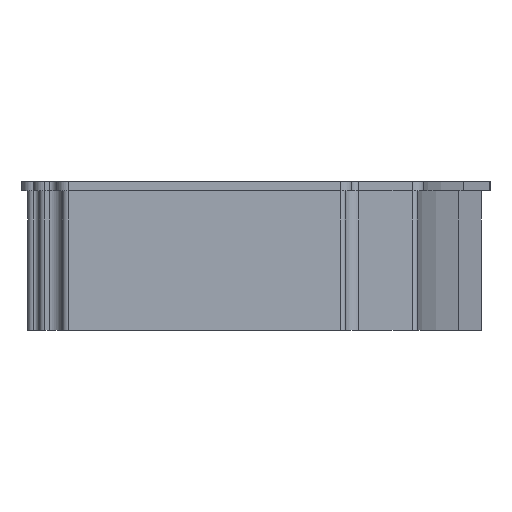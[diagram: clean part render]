
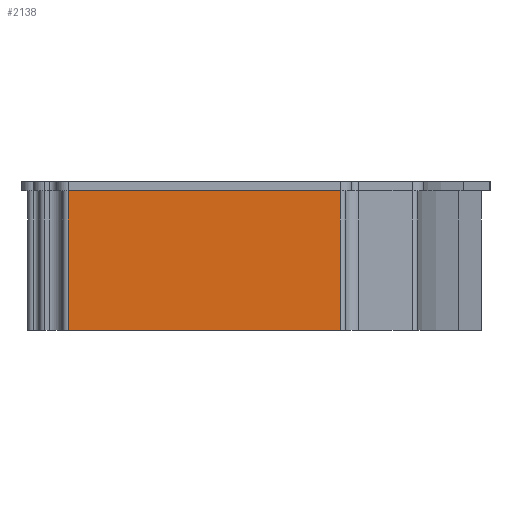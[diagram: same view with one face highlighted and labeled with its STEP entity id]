
A CAD part, left-side view. The second image highlights one B-rep face of the part: STEP entity #2138.
In plain terms, the highlighted planar face has unit normal (-1, 0, 0).
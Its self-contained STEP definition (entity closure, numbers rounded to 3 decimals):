
#272 = FACE_OUTER_BOUND ( 'NONE', #1933, .T. ) ;
#292 = DIRECTION ( 'NONE',  ( 0., -1., 0. ) ) ;
#473 = VERTEX_POINT ( 'NONE', #4589 ) ;
#765 = VECTOR ( 'NONE', #4661, 1000. ) ;
#1009 = CARTESIAN_POINT ( 'NONE',  ( -14.45, -46.25, 172.779 ) ) ;
#1194 = PLANE ( 'NONE',  #5636 ) ;
#1266 = VERTEX_POINT ( 'NONE', #3623 ) ;
#1834 = VECTOR ( 'NONE', #4927, 1000. ) ;
#1933 = EDGE_LOOP ( 'NONE', ( #2162, #2818, #4233, #5781 ) ) ;
#2138 = ADVANCED_FACE ( 'NONE', ( #272 ), #1194, .F. ) ;
#2162 = ORIENTED_EDGE ( 'NONE', *, *, #4859, .T. ) ;
#2241 = VECTOR ( 'NONE', #3795, 1000. ) ;
#2344 = CARTESIAN_POINT ( 'NONE',  ( -14.45, 0., -2. ) ) ;
#2640 = DIRECTION ( 'NONE',  ( 0., 1., 0. ) ) ;
#2661 = LINE ( 'NONE', #3150, #4988 ) ;
#2734 = EDGE_CURVE ( 'NONE', #4636, #1266, #3167, .T. ) ;
#2818 = ORIENTED_EDGE ( 'NONE', *, *, #4096, .T. ) ;
#3150 = CARTESIAN_POINT ( 'NONE',  ( -14.45, 0., -32. ) ) ;
#3167 = LINE ( 'NONE', #1009, #2241 ) ;
#3460 = CARTESIAN_POINT ( 'NONE',  ( -14.45, -46.25, -2. ) ) ;
#3498 = CARTESIAN_POINT ( 'NONE',  ( -14.45, 12.25, 172.779 ) ) ;
#3514 = CARTESIAN_POINT ( 'NONE',  ( -14.45, 12.25, -32. ) ) ;
#3623 = CARTESIAN_POINT ( 'NONE',  ( -14.45, -46.25, -32. ) ) ;
#3795 = DIRECTION ( 'NONE',  ( 0., 0., -1. ) ) ;
#4028 = DIRECTION ( 'NONE',  ( 1., 0., 0. ) ) ;
#4096 = EDGE_CURVE ( 'NONE', #473, #4419, #5922, .T. ) ;
#4233 = ORIENTED_EDGE ( 'NONE', *, *, #4365, .T. ) ;
#4365 = EDGE_CURVE ( 'NONE', #4419, #1266, #2661, .T. ) ;
#4419 = VERTEX_POINT ( 'NONE', #3514 ) ;
#4589 = CARTESIAN_POINT ( 'NONE',  ( -14.45, 12.25, -2. ) ) ;
#4636 = VERTEX_POINT ( 'NONE', #3460 ) ;
#4661 = DIRECTION ( 'NONE',  ( 0., 1., 0. ) ) ;
#4859 = EDGE_CURVE ( 'NONE', #4636, #473, #5156, .T. ) ;
#4927 = DIRECTION ( 'NONE',  ( 0., 0., -1. ) ) ;
#4988 = VECTOR ( 'NONE', #292, 1000. ) ;
#5156 = LINE ( 'NONE', #2344, #765 ) ;
#5636 = AXIS2_PLACEMENT_3D ( 'NONE', #5894, #4028, #2640 ) ;
#5781 = ORIENTED_EDGE ( 'NONE', *, *, #2734, .F. ) ;
#5894 = CARTESIAN_POINT ( 'NONE',  ( -14.45, 0., 172.779 ) ) ;
#5922 = LINE ( 'NONE', #3498, #1834 ) ;
